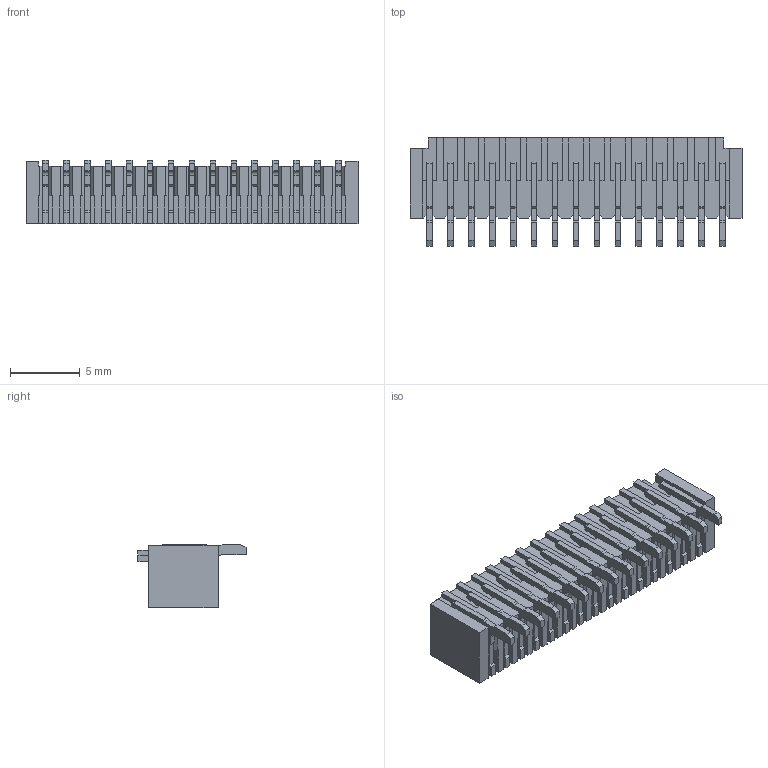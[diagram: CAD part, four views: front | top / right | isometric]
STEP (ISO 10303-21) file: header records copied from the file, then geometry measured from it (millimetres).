
FILE_DESCRIPTION((''),'2;1');
FILE_NAME('874381543','2014-03-25T',('me'),(''),'PRO/ENGINEER BY PARAMETRIC TECHNOLOGY CORPORATION, 2011490','PRO/ENGINEER BY PARAMETRIC TECHNOLOGY CORPORATION, 2011490','');
FILE_SCHEMA(('CONFIG_CONTROL_DESIGN'));
Length unit declared in the file: millimetre
Products named in the file (1): 874381543
Bounding box: 23.8 x 7.75 x 4.52 mm (x, y, z)
Volume: 272.6 mm3; surface area: 1046.4 mm2
Topology: 1 solids, 1 shells, 740 faces, 2328 edges, 1590 vertices
Faces by surface type: plane 710, cylinder 30
Entity records: 25241 total; most frequent: CARTESIAN_POINT 4539, ORIENTED_EDGE 4416, DIRECTION 3870, VECTOR 2268, LINE 2268, EDGE_CURVE 2208, VERTEX_POINT 1470, AXIS2_PLACEMENT_3D 801
